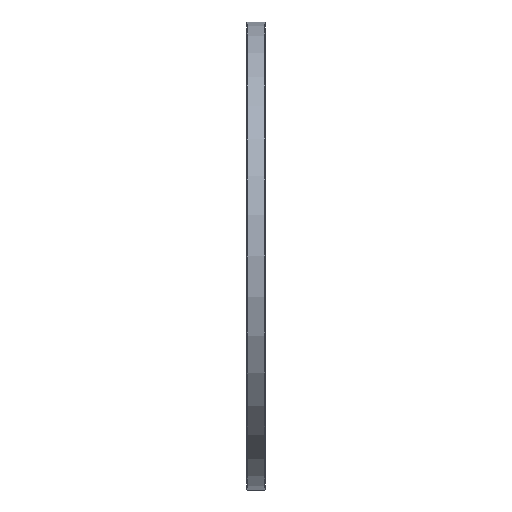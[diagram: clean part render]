
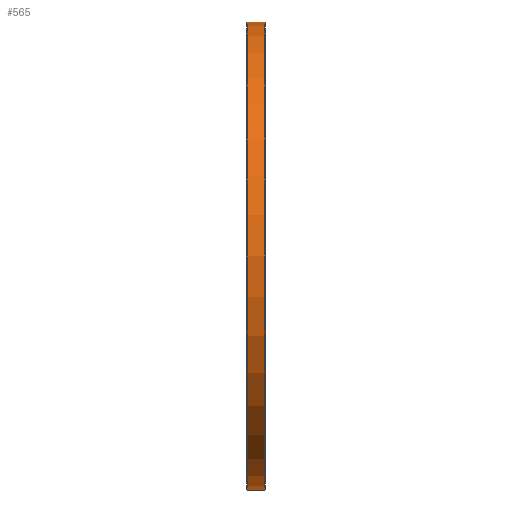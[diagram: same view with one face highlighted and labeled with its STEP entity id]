
A CAD part, left-side view. The second image highlights one B-rep face of the part: STEP entity #565.
In plain terms, the highlighted cylindrical face has radius 255 mm (diameter 510 mm), a partial arc.
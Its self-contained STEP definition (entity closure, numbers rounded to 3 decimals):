
#82 = DIRECTION ( 'NONE',  ( 0., -1., 0. ) ) ;
#129 = FACE_OUTER_BOUND ( 'NONE', #884, .T. ) ;
#482 = VECTOR ( 'NONE', #1257, 1000. ) ;
#495 = VERTEX_POINT ( 'NONE', #2113 ) ;
#549 = VERTEX_POINT ( 'NONE', #2946 ) ;
#565 = ADVANCED_FACE ( 'NONE', ( #129 ), #2762, .T. ) ;
#573 = LINE ( 'NONE', #1489, #1930 ) ;
#852 = ORIENTED_EDGE ( 'NONE', *, *, #2409, .T. ) ;
#884 = EDGE_LOOP ( 'NONE', ( #1492, #930, #852, #1346 ) ) ;
#930 = ORIENTED_EDGE ( 'NONE', *, *, #3014, .T. ) ;
#1039 = AXIS2_PLACEMENT_3D ( 'NONE', #3061, #1448, #3332 ) ;
#1229 = VERTEX_POINT ( 'NONE', #1496 ) ;
#1230 = CARTESIAN_POINT ( 'NONE',  ( 0., -12.074, -255. ) ) ;
#1257 = DIRECTION ( 'NONE',  ( 0., -1., 0. ) ) ;
#1323 = DIRECTION ( 'NONE',  ( 0., -1., 0. ) ) ;
#1346 = ORIENTED_EDGE ( 'NONE', *, *, #3032, .T. ) ;
#1448 = DIRECTION ( 'NONE',  ( 0., 1., 0. ) ) ;
#1489 = CARTESIAN_POINT ( 'NONE',  ( 0., -12.074, 255. ) ) ;
#1492 = ORIENTED_EDGE ( 'NONE', *, *, #2392, .F. ) ;
#1496 = CARTESIAN_POINT ( 'NONE',  ( 0., 0.4, -255. ) ) ;
#1526 = DIRECTION ( 'NONE',  ( 0., -1., 0. ) ) ;
#1713 = CARTESIAN_POINT ( 'NONE',  ( 0., 19.6, 0. ) ) ;
#1930 = VECTOR ( 'NONE', #1526, 1000. ) ;
#1978 = CARTESIAN_POINT ( 'NONE',  ( 0., 0.4, 255. ) ) ;
#1990 = DIRECTION ( 'NONE',  ( 0., 0., -1. ) ) ;
#2113 = CARTESIAN_POINT ( 'NONE',  ( 0., 19.6, -255. ) ) ;
#2239 = AXIS2_PLACEMENT_3D ( 'NONE', #3212, #1323, #2375 ) ;
#2375 = DIRECTION ( 'NONE',  ( 0., 0., -1. ) ) ;
#2392 = EDGE_CURVE ( 'NONE', #549, #3000, #573, .T. ) ;
#2409 = EDGE_CURVE ( 'NONE', #495, #1229, #2653, .T. ) ;
#2653 = LINE ( 'NONE', #1230, #482 ) ;
#2762 = CYLINDRICAL_SURFACE ( 'NONE', #2239, 255. ) ;
#2946 = CARTESIAN_POINT ( 'NONE',  ( 0., 19.6, 255. ) ) ;
#3000 = VERTEX_POINT ( 'NONE', #1978 ) ;
#3014 = EDGE_CURVE ( 'NONE', #549, #495, #3450, .T. ) ;
#3032 = EDGE_CURVE ( 'NONE', #1229, #3000, #3375, .T. ) ;
#3061 = CARTESIAN_POINT ( 'NONE',  ( 0., 0.4, 0. ) ) ;
#3204 = AXIS2_PLACEMENT_3D ( 'NONE', #1713, #82, #1990 ) ;
#3212 = CARTESIAN_POINT ( 'NONE',  ( 0., -12.074, 0. ) ) ;
#3332 = DIRECTION ( 'NONE',  ( 0., 0., 1. ) ) ;
#3375 = CIRCLE ( 'NONE', #1039, 255. ) ;
#3450 = CIRCLE ( 'NONE', #3204, 255. ) ;
